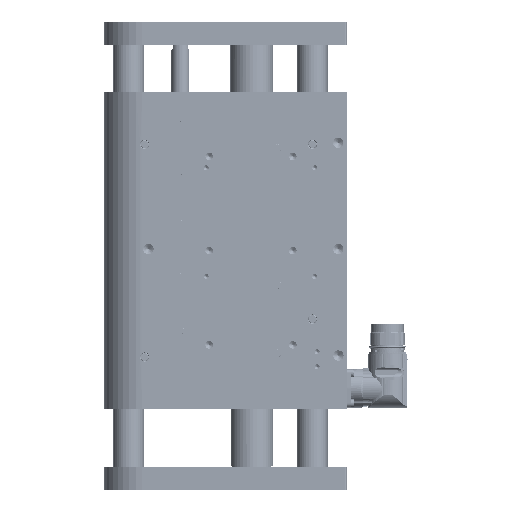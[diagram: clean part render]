
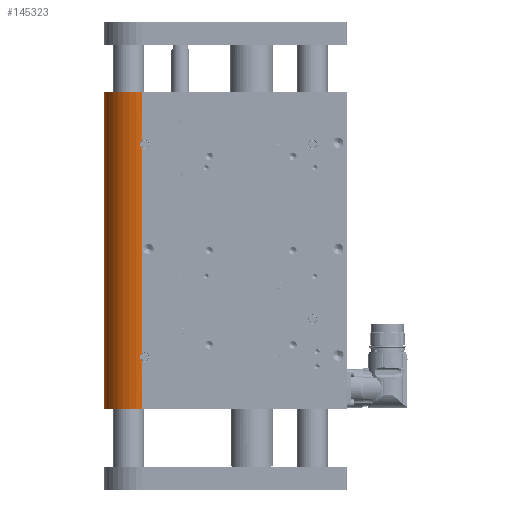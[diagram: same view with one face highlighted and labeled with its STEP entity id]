
A CAD part, left-side view. The second image highlights one B-rep face of the part: STEP entity #145323.
In plain terms, the highlighted cylindrical face has radius 25 mm (diameter 50 mm), a partial arc.
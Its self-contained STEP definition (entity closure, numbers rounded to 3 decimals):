
#1799 = ORIENTED_EDGE ( 'NONE', *, *, #127929, .T. ) ;
#3264 = ORIENTED_EDGE ( 'NONE', *, *, #116842, .F. ) ;
#7530 = CARTESIAN_POINT ( 'NONE',  ( -25., 72., 209. ) ) ;
#8874 = CARTESIAN_POINT ( 'NONE',  ( -24.997, 72.441, 36.831 ) ) ;
#9994 = VERTEX_POINT ( 'NONE', #112968 ) ;
#10968 = CARTESIAN_POINT ( 'NONE',  ( -25., 72., 171.873 ) ) ;
#11383 = LINE ( 'NONE', #61189, #113639 ) ;
#11776 = CARTESIAN_POINT ( 'NONE',  ( -24.982, 72.963, 172.756 ) ) ;
#12585 = LINE ( 'NONE', #99869, #54391 ) ;
#13807 = DIRECTION ( 'NONE',  ( 0., 0., -1. ) ) ;
#13979 = CYLINDRICAL_SURFACE ( 'NONE', #115383, 25. ) ;
#17296 = CARTESIAN_POINT ( 'NONE',  ( -24.971, 73.22, 33.218 ) ) ;
#19201 = VERTEX_POINT ( 'NONE', #69452 ) ;
#20327 = CARTESIAN_POINT ( 'NONE',  ( -25., 72.23, 36.996 ) ) ;
#22413 = CARTESIAN_POINT ( 'NONE',  ( -24.956, 73.481, 174.239 ) ) ;
#22470 = ORIENTED_EDGE ( 'NONE', *, *, #146042, .T. ) ;
#23354 = CARTESIAN_POINT ( 'NONE',  ( 25., 72., 209. ) ) ;
#24069 = EDGE_CURVE ( 'NONE', #153914, #35762, #12585, .T. ) ;
#24263 = VERTEX_POINT ( 'NONE', #89472 ) ;
#30556 = ORIENTED_EDGE ( 'NONE', *, *, #68656, .T. ) ;
#30760 = EDGE_CURVE ( 'NONE', #19201, #153914, #129463, .T. ) ;
#31257 = DIRECTION ( 'NONE',  ( 0., 0., -1. ) ) ;
#33368 = CARTESIAN_POINT ( 'NONE',  ( -25., 72.229, 32.004 ) ) ;
#34178 = CARTESIAN_POINT ( 'NONE',  ( -24.988, 72.807, 32.545 ) ) ;
#34991 = CARTESIAN_POINT ( 'NONE',  ( -24.988, 72.807, 36.455 ) ) ;
#35609 = LINE ( 'NONE', #23354, #67057 ) ;
#35762 = VERTEX_POINT ( 'NONE', #86560 ) ;
#37091 = CARTESIAN_POINT ( 'NONE',  ( -24.957, 73.473, 174.762 ) ) ;
#44333 = ORIENTED_EDGE ( 'NONE', *, *, #24069, .F. ) ;
#45621 = EDGE_CURVE ( 'NONE', #98306, #67321, #11383, .T. ) ;
#47228 = CARTESIAN_POINT ( 'NONE',  ( -24.956, 73.481, 34.239 ) ) ;
#47727 = CARTESIAN_POINT ( 'NONE',  ( -24.971, 73.22, 173.218 ) ) ;
#48522 = CARTESIAN_POINT ( 'NONE',  ( -24.988, 72.807, 172.545 ) ) ;
#52088 = CIRCLE ( 'NONE', #143187, 25. ) ;
#54024 = CARTESIAN_POINT ( 'NONE',  ( -24.958, 73.448, 33.973 ) ) ;
#54391 = VECTOR ( 'NONE', #151195, 1000. ) ;
#57837 = CARTESIAN_POINT ( 'NONE',  ( -24.96, 73.415, 35.155 ) ) ;
#59942 = CARTESIAN_POINT ( 'NONE',  ( -25., 72.23, 176.996 ) ) ;
#60775 = CARTESIAN_POINT ( 'NONE',  ( -24.997, 72.438, 172.166 ) ) ;
#61189 = CARTESIAN_POINT ( 'NONE',  ( -25., 72., 209. ) ) ;
#61593 = CARTESIAN_POINT ( 'NONE',  ( -24.956, 73.481, 174.632 ) ) ;
#62376 = CARTESIAN_POINT ( 'NONE',  ( -25., 72.229, 172.004 ) ) ;
#65231 = CARTESIAN_POINT ( 'NONE',  ( 0., 72., 0. ) ) ;
#67057 = VECTOR ( 'NONE', #85333, 1000. ) ;
#67090 = CARTESIAN_POINT ( 'NONE',  ( -24.965, 73.317, 33.464 ) ) ;
#67321 = VERTEX_POINT ( 'NONE', #129941 ) ;
#68656 = EDGE_CURVE ( 'NONE', #9994, #24263, #52088, .T. ) ;
#69452 = CARTESIAN_POINT ( 'NONE',  ( 25., 72., 209. ) ) ;
#84375 = CARTESIAN_POINT ( 'NONE',  ( -24.96, 73.415, 175.155 ) ) ;
#85333 = DIRECTION ( 'NONE',  ( 0., 0., -1. ) ) ;
#86473 = DIRECTION ( 'NONE',  ( 1., 0., 0. ) ) ;
#86560 = CARTESIAN_POINT ( 'NONE',  ( -25., 72., 177.127 ) ) ;
#86813 = CARTESIAN_POINT ( 'NONE',  ( -24.988, 72.807, 176.455 ) ) ;
#89472 = CARTESIAN_POINT ( 'NONE',  ( -25., 72., 0. ) ) ;
#96092 = CARTESIAN_POINT ( 'NONE',  ( -24.957, 73.473, 34.762 ) ) ;
#97151 = CARTESIAN_POINT ( 'NONE',  ( -25., 72., 209. ) ) ;
#98306 = VERTEX_POINT ( 'NONE', #133324 ) ;
#98665 = DIRECTION ( 'NONE',  ( 0., 0., 1. ) ) ;
#99013 = CARTESIAN_POINT ( 'NONE',  ( -24.982, 72.964, 176.244 ) ) ;
#99869 = CARTESIAN_POINT ( 'NONE',  ( -25., 72., 209. ) ) ;
#104085 = ORIENTED_EDGE ( 'NONE', *, *, #30760, .F. ) ;
#107611 = CARTESIAN_POINT ( 'NONE',  ( -24.956, 73.481, 34.632 ) ) ;
#109202 = CARTESIAN_POINT ( 'NONE',  ( -24.982, 72.963, 32.756 ) ) ;
#109450 = FACE_OUTER_BOUND ( 'NONE', #112692, .T. ) ;
#111274 = CARTESIAN_POINT ( 'NONE',  ( -24.97, 73.221, 175.78 ) ) ;
#112084 = CARTESIAN_POINT ( 'NONE',  ( -24.965, 73.317, 175.537 ) ) ;
#112692 = EDGE_LOOP ( 'NONE', ( #3264, #1799, #143651, #22470, #44333, #104085, #113759, #30556 ) ) ;
#112796 = CARTESIAN_POINT ( 'NONE',  ( -25., 72., 31.873 ) ) ;
#112968 = CARTESIAN_POINT ( 'NONE',  ( 25., 72., 0. ) ) ;
#113505 = DIRECTION ( 'NONE',  ( -1., 0., 0. ) ) ;
#113639 = VECTOR ( 'NONE', #13807, 1000. ) ;
#113759 = ORIENTED_EDGE ( 'NONE', *, *, #149752, .T. ) ;
#115383 = AXIS2_PLACEMENT_3D ( 'NONE', #136353, #126538, #113505 ) ;
#116842 = EDGE_CURVE ( 'NONE', #138478, #24263, #146143, .T. ) ;
#122232 = CARTESIAN_POINT ( 'NONE',  ( -25., 72., 37.127 ) ) ;
#123535 = CARTESIAN_POINT ( 'NONE',  ( -24.958, 73.448, 173.973 ) ) ;
#126538 = DIRECTION ( 'NONE',  ( 0., 0., -1. ) ) ;
#127417 = VECTOR ( 'NONE', #31257, 1000. ) ;
#127929 = EDGE_CURVE ( 'NONE', #138478, #67321, #135871, .T. ) ;
#129463 = CIRCLE ( 'NONE', #137274, 25. ) ;
#129941 = CARTESIAN_POINT ( 'NONE',  ( -25., 72., 37.127 ) ) ;
#132053 = CARTESIAN_POINT ( 'NONE',  ( -24.97, 73.221, 35.78 ) ) ;
#133324 = CARTESIAN_POINT ( 'NONE',  ( -25., 72., 171.873 ) ) ;
#134472 = CARTESIAN_POINT ( 'NONE',  ( -24.958, 73.44, 35.024 ) ) ;
#135871 = B_SPLINE_CURVE_WITH_KNOTS ( 'NONE', 3,
 ( #146676, #33368, #145063, #34178, #109202, #17296, #67090, #54024, #47228, #107611, #96092, #134472, #57837, #157313, #132053, #158914, #34991, #8874, #20327, #122232 ),
 .UNSPECIFIED., .F., .F.,
 ( 4, 2, 2, 2, 2, 2, 2, 2, 2, 4 ),
 ( 0., 0.001, 0.002, 0.003, 0.003, 0.004, 0.004, 0.005, 0.006, 0.006 ),
 .UNSPECIFIED. ) ;
#136353 = CARTESIAN_POINT ( 'NONE',  ( 0., 72., 209. ) ) ;
#136589 = CARTESIAN_POINT ( 'NONE',  ( -25., 72., 177.127 ) ) ;
#137274 = AXIS2_PLACEMENT_3D ( 'NONE', #160714, #98665, #86473 ) ;
#138478 = VERTEX_POINT ( 'NONE', #112796 ) ;
#143187 = AXIS2_PLACEMENT_3D ( 'NONE', #65231, #150824, #151624 ) ;
#143651 = ORIENTED_EDGE ( 'NONE', *, *, #45621, .F. ) ;
#145063 = CARTESIAN_POINT ( 'NONE',  ( -24.997, 72.438, 32.166 ) ) ;
#145323 = ADVANCED_FACE ( 'NONE', ( #109450 ), #13979, .T. ) ;
#146042 = EDGE_CURVE ( 'NONE', #98306, #35762, #146200, .T. ) ;
#146143 = LINE ( 'NONE', #7530, #127417 ) ;
#146200 = B_SPLINE_CURVE_WITH_KNOTS ( 'NONE', 3,
 ( #10968, #62376, #60775, #48522, #11776, #47727, #147946, #123535, #22413, #61593, #37091, #149609, #84375, #112084, #111274, #99013, #86813, #148796, #59942, #136589 ),
 .UNSPECIFIED., .F., .F.,
 ( 4, 2, 2, 2, 2, 2, 2, 2, 2, 4 ),
 ( 0., 0.001, 0.002, 0.003, 0.003, 0.004, 0.004, 0.005, 0.006, 0.006 ),
 .UNSPECIFIED. ) ;
#146676 = CARTESIAN_POINT ( 'NONE',  ( -25., 72., 31.873 ) ) ;
#147946 = CARTESIAN_POINT ( 'NONE',  ( -24.965, 73.317, 173.464 ) ) ;
#148796 = CARTESIAN_POINT ( 'NONE',  ( -24.997, 72.441, 176.831 ) ) ;
#149609 = CARTESIAN_POINT ( 'NONE',  ( -24.958, 73.44, 175.024 ) ) ;
#149752 = EDGE_CURVE ( 'NONE', #19201, #9994, #35609, .T. ) ;
#150824 = DIRECTION ( 'NONE',  ( 0., 0., 1. ) ) ;
#151195 = DIRECTION ( 'NONE',  ( 0., 0., -1. ) ) ;
#151624 = DIRECTION ( 'NONE',  ( 1., 0., 0. ) ) ;
#153914 = VERTEX_POINT ( 'NONE', #97151 ) ;
#157313 = CARTESIAN_POINT ( 'NONE',  ( -24.965, 73.317, 35.537 ) ) ;
#158914 = CARTESIAN_POINT ( 'NONE',  ( -24.982, 72.964, 36.244 ) ) ;
#160714 = CARTESIAN_POINT ( 'NONE',  ( 0., 72., 209. ) ) ;
